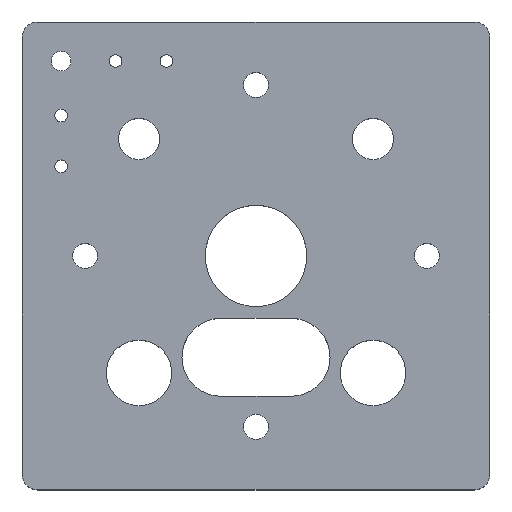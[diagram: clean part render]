
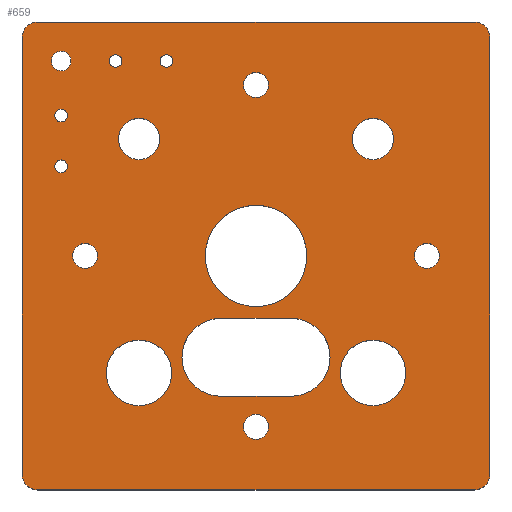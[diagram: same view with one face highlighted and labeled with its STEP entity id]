
A CAD part, top view. The second image highlights one B-rep face of the part: STEP entity #659.
In plain terms, the highlighted planar face has unit normal (0, 0, 1).
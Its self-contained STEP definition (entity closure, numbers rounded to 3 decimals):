
#15=FACE_BOUND('',#104,.T.);
#16=FACE_BOUND('',#105,.T.);
#17=FACE_BOUND('',#106,.T.);
#18=FACE_BOUND('',#107,.T.);
#19=FACE_BOUND('',#108,.T.);
#20=FACE_BOUND('',#109,.T.);
#21=FACE_BOUND('',#110,.T.);
#22=FACE_BOUND('',#111,.T.);
#23=FACE_BOUND('',#112,.T.);
#24=FACE_BOUND('',#113,.T.);
#25=FACE_BOUND('',#114,.T.);
#26=FACE_BOUND('',#115,.T.);
#27=FACE_BOUND('',#116,.T.);
#28=FACE_BOUND('',#117,.T.);
#29=FACE_BOUND('',#118,.T.);
#49=PLANE('',#721);
#67=FACE_OUTER_BOUND('',#103,.T.);
#103=EDGE_LOOP('',(#473,#474,#475,#476,#477,#478,#479,#480));
#104=EDGE_LOOP('',(#481));
#105=EDGE_LOOP('',(#482));
#106=EDGE_LOOP('',(#483));
#107=EDGE_LOOP('',(#484));
#108=EDGE_LOOP('',(#485));
#109=EDGE_LOOP('',(#486));
#110=EDGE_LOOP('',(#487));
#111=EDGE_LOOP('',(#488));
#112=EDGE_LOOP('',(#489));
#113=EDGE_LOOP('',(#490));
#114=EDGE_LOOP('',(#491));
#115=EDGE_LOOP('',(#492));
#116=EDGE_LOOP('',(#493));
#117=EDGE_LOOP('',(#494,#495,#496,#497));
#118=EDGE_LOOP('',(#498));
#174=LINE('',#1041,#216);
#175=LINE('',#1045,#217);
#176=LINE('',#1049,#218);
#177=LINE('',#1052,#219);
#178=LINE('',#1071,#220);
#179=LINE('',#1075,#221);
#216=VECTOR('',#834,10.);
#217=VECTOR('',#837,10.);
#218=VECTOR('',#840,10.);
#219=VECTOR('',#843,10.);
#220=VECTOR('',#860,10.);
#221=VECTOR('',#863,10.);
#251=CIRCLE('',#704,1.265);
#253=CIRCLE('',#707,0.812);
#255=CIRCLE('',#710,0.812);
#257=CIRCLE('',#713,0.812);
#259=CIRCLE('',#716,0.812);
#262=CIRCLE('',#720,2.);
#263=CIRCLE('',#722,2.);
#264=CIRCLE('',#723,2.);
#265=CIRCLE('',#724,2.);
#266=CIRCLE('',#725,1.6);
#267=CIRCLE('',#726,1.6);
#268=CIRCLE('',#727,1.6);
#269=CIRCLE('',#728,1.6);
#270=CIRCLE('',#729,4.2);
#271=CIRCLE('',#730,4.2);
#272=CIRCLE('',#731,2.65);
#273=CIRCLE('',#732,2.65);
#274=CIRCLE('',#733,5.);
#275=CIRCLE('',#734,5.);
#276=CIRCLE('',#735,6.5);
#299=VERTEX_POINT('',#1001);
#301=VERTEX_POINT('',#1007);
#303=VERTEX_POINT('',#1013);
#305=VERTEX_POINT('',#1019);
#307=VERTEX_POINT('',#1025);
#311=VERTEX_POINT('',#1034);
#312=VERTEX_POINT('',#1036);
#313=VERTEX_POINT('',#1040);
#314=VERTEX_POINT('',#1042);
#315=VERTEX_POINT('',#1044);
#316=VERTEX_POINT('',#1046);
#317=VERTEX_POINT('',#1048);
#318=VERTEX_POINT('',#1050);
#319=VERTEX_POINT('',#1053);
#320=VERTEX_POINT('',#1055);
#321=VERTEX_POINT('',#1057);
#322=VERTEX_POINT('',#1059);
#323=VERTEX_POINT('',#1061);
#324=VERTEX_POINT('',#1063);
#325=VERTEX_POINT('',#1065);
#326=VERTEX_POINT('',#1067);
#327=VERTEX_POINT('',#1069);
#328=VERTEX_POINT('',#1070);
#329=VERTEX_POINT('',#1072);
#330=VERTEX_POINT('',#1074);
#331=VERTEX_POINT('',#1077);
#359=EDGE_CURVE('',#299,#299,#251,.T.);
#362=EDGE_CURVE('',#301,#301,#253,.T.);
#365=EDGE_CURVE('',#303,#303,#255,.T.);
#368=EDGE_CURVE('',#305,#305,#257,.T.);
#371=EDGE_CURVE('',#307,#307,#259,.T.);
#376=EDGE_CURVE('',#311,#312,#262,.T.);
#378=EDGE_CURVE('',#313,#311,#174,.T.);
#379=EDGE_CURVE('',#314,#313,#263,.T.);
#380=EDGE_CURVE('',#315,#314,#175,.T.);
#381=EDGE_CURVE('',#316,#315,#264,.T.);
#382=EDGE_CURVE('',#317,#316,#176,.T.);
#383=EDGE_CURVE('',#318,#317,#265,.T.);
#384=EDGE_CURVE('',#312,#318,#177,.T.);
#385=EDGE_CURVE('',#319,#319,#266,.T.);
#386=EDGE_CURVE('',#320,#320,#267,.T.);
#387=EDGE_CURVE('',#321,#321,#268,.T.);
#388=EDGE_CURVE('',#322,#322,#269,.T.);
#389=EDGE_CURVE('',#323,#323,#270,.T.);
#390=EDGE_CURVE('',#324,#324,#271,.T.);
#391=EDGE_CURVE('',#325,#325,#272,.T.);
#392=EDGE_CURVE('',#326,#326,#273,.T.);
#393=EDGE_CURVE('',#327,#328,#178,.T.);
#394=EDGE_CURVE('',#328,#329,#274,.T.);
#395=EDGE_CURVE('',#329,#330,#179,.T.);
#396=EDGE_CURVE('',#330,#327,#275,.T.);
#397=EDGE_CURVE('',#331,#331,#276,.T.);
#473=ORIENTED_EDGE('',*,*,#376,.F.);
#474=ORIENTED_EDGE('',*,*,#378,.F.);
#475=ORIENTED_EDGE('',*,*,#379,.F.);
#476=ORIENTED_EDGE('',*,*,#380,.F.);
#477=ORIENTED_EDGE('',*,*,#381,.F.);
#478=ORIENTED_EDGE('',*,*,#382,.F.);
#479=ORIENTED_EDGE('',*,*,#383,.F.);
#480=ORIENTED_EDGE('',*,*,#384,.F.);
#481=ORIENTED_EDGE('',*,*,#359,.T.);
#482=ORIENTED_EDGE('',*,*,#362,.T.);
#483=ORIENTED_EDGE('',*,*,#365,.T.);
#484=ORIENTED_EDGE('',*,*,#368,.T.);
#485=ORIENTED_EDGE('',*,*,#371,.T.);
#486=ORIENTED_EDGE('',*,*,#385,.T.);
#487=ORIENTED_EDGE('',*,*,#386,.T.);
#488=ORIENTED_EDGE('',*,*,#387,.T.);
#489=ORIENTED_EDGE('',*,*,#388,.T.);
#490=ORIENTED_EDGE('',*,*,#389,.T.);
#491=ORIENTED_EDGE('',*,*,#390,.T.);
#492=ORIENTED_EDGE('',*,*,#391,.T.);
#493=ORIENTED_EDGE('',*,*,#392,.T.);
#494=ORIENTED_EDGE('',*,*,#393,.T.);
#495=ORIENTED_EDGE('',*,*,#394,.T.);
#496=ORIENTED_EDGE('',*,*,#395,.T.);
#497=ORIENTED_EDGE('',*,*,#396,.T.);
#498=ORIENTED_EDGE('',*,*,#397,.T.);
#659=ADVANCED_FACE('',(#67,#15,#16,#17,#18,#19,#20,#21,#22,#23,#24,#25,
#26,#27,#28,#29),#49,.T.);
#704=AXIS2_PLACEMENT_3D('',#1002,#791,#792);
#707=AXIS2_PLACEMENT_3D('',#1008,#798,#799);
#710=AXIS2_PLACEMENT_3D('',#1014,#805,#806);
#713=AXIS2_PLACEMENT_3D('',#1020,#812,#813);
#716=AXIS2_PLACEMENT_3D('',#1026,#819,#820);
#720=AXIS2_PLACEMENT_3D('',#1037,#829,#830);
#721=AXIS2_PLACEMENT_3D('',#1039,#832,#833);
#722=AXIS2_PLACEMENT_3D('',#1043,#835,#836);
#723=AXIS2_PLACEMENT_3D('',#1047,#838,#839);
#724=AXIS2_PLACEMENT_3D('',#1051,#841,#842);
#725=AXIS2_PLACEMENT_3D('',#1054,#844,#845);
#726=AXIS2_PLACEMENT_3D('',#1056,#846,#847);
#727=AXIS2_PLACEMENT_3D('',#1058,#848,#849);
#728=AXIS2_PLACEMENT_3D('',#1060,#850,#851);
#729=AXIS2_PLACEMENT_3D('',#1062,#852,#853);
#730=AXIS2_PLACEMENT_3D('',#1064,#854,#855);
#731=AXIS2_PLACEMENT_3D('',#1066,#856,#857);
#732=AXIS2_PLACEMENT_3D('',#1068,#858,#859);
#733=AXIS2_PLACEMENT_3D('',#1073,#861,#862);
#734=AXIS2_PLACEMENT_3D('',#1076,#864,#865);
#735=AXIS2_PLACEMENT_3D('',#1078,#866,#867);
#791=DIRECTION('center_axis',(0.,0.,-1.));
#792=DIRECTION('ref_axis',(1.,0.,0.));
#798=DIRECTION('center_axis',(0.,0.,-1.));
#799=DIRECTION('ref_axis',(1.,0.,0.));
#805=DIRECTION('center_axis',(0.,0.,-1.));
#806=DIRECTION('ref_axis',(1.,0.,0.));
#812=DIRECTION('center_axis',(0.,0.,-1.));
#813=DIRECTION('ref_axis',(1.,0.,0.));
#819=DIRECTION('center_axis',(0.,0.,-1.));
#820=DIRECTION('ref_axis',(1.,0.,0.));
#829=DIRECTION('center_axis',(0.,0.,-1.));
#830=DIRECTION('ref_axis',(0.707,0.707,0.));
#832=DIRECTION('center_axis',(0.,0.,1.));
#833=DIRECTION('ref_axis',(1.,0.,0.));
#834=DIRECTION('',(1.,0.,0.));
#835=DIRECTION('center_axis',(0.,0.,-1.));
#836=DIRECTION('ref_axis',(-0.707,0.707,0.));
#837=DIRECTION('',(0.,1.,0.));
#838=DIRECTION('center_axis',(0.,0.,-1.));
#839=DIRECTION('ref_axis',(-0.707,-0.707,0.));
#840=DIRECTION('',(-1.,0.,0.));
#841=DIRECTION('center_axis',(0.,0.,-1.));
#842=DIRECTION('ref_axis',(0.707,-0.707,0.));
#843=DIRECTION('',(0.,-1.,0.));
#844=DIRECTION('center_axis',(0.,0.,-1.));
#845=DIRECTION('ref_axis',(-1.,0.,0.));
#846=DIRECTION('center_axis',(0.,0.,-1.));
#847=DIRECTION('ref_axis',(-1.,0.,0.));
#848=DIRECTION('center_axis',(0.,0.,-1.));
#849=DIRECTION('ref_axis',(-1.,0.,0.));
#850=DIRECTION('center_axis',(0.,0.,-1.));
#851=DIRECTION('ref_axis',(-1.,0.,0.));
#852=DIRECTION('center_axis',(0.,0.,-1.));
#853=DIRECTION('ref_axis',(1.,0.,0.));
#854=DIRECTION('center_axis',(0.,0.,-1.));
#855=DIRECTION('ref_axis',(1.,0.,0.));
#856=DIRECTION('center_axis',(0.,0.,-1.));
#857=DIRECTION('ref_axis',(1.,0.,0.));
#858=DIRECTION('center_axis',(0.,0.,-1.));
#859=DIRECTION('ref_axis',(1.,0.,0.));
#860=DIRECTION('',(-1.,0.,0.));
#861=DIRECTION('center_axis',(0.,0.,-1.));
#862=DIRECTION('ref_axis',(0.,1.,0.));
#863=DIRECTION('',(1.,0.,0.));
#864=DIRECTION('center_axis',(0.,0.,-1.));
#865=DIRECTION('ref_axis',(0.,-1.,0.));
#866=DIRECTION('center_axis',(0.,0.,-1.));
#867=DIRECTION('ref_axis',(1.,0.,0.));
#1001=CARTESIAN_POINT('',(-26.265,25.,0.));
#1002=CARTESIAN_POINT('Origin',(-25.,25.,0.));
#1007=CARTESIAN_POINT('',(-25.812,18.,0.));
#1008=CARTESIAN_POINT('Origin',(-25.,18.,0.));
#1013=CARTESIAN_POINT('',(-12.312,25.,0.));
#1014=CARTESIAN_POINT('Origin',(-11.5,25.,0.));
#1019=CARTESIAN_POINT('',(-18.812,25.,0.));
#1020=CARTESIAN_POINT('Origin',(-18.,25.,0.));
#1025=CARTESIAN_POINT('',(-25.812,11.5,0.));
#1026=CARTESIAN_POINT('Origin',(-25.,11.5,0.));
#1034=CARTESIAN_POINT('',(28.,30.,0.));
#1036=CARTESIAN_POINT('',(30.,28.,0.));
#1037=CARTESIAN_POINT('Origin',(28.,28.,0.));
#1039=CARTESIAN_POINT('Origin',(0.,0.,0.));
#1040=CARTESIAN_POINT('',(-28.,30.,0.));
#1041=CARTESIAN_POINT('',(-30.,30.,0.));
#1042=CARTESIAN_POINT('',(-30.,28.,0.));
#1043=CARTESIAN_POINT('Origin',(-28.,28.,0.));
#1044=CARTESIAN_POINT('',(-30.,-28.,0.));
#1045=CARTESIAN_POINT('',(-30.,-30.,0.));
#1046=CARTESIAN_POINT('',(-28.,-30.,0.));
#1047=CARTESIAN_POINT('Origin',(-28.,-28.,0.));
#1048=CARTESIAN_POINT('',(28.,-30.,0.));
#1049=CARTESIAN_POINT('',(30.,-30.,0.));
#1050=CARTESIAN_POINT('',(30.,-28.,0.));
#1051=CARTESIAN_POINT('Origin',(28.,-28.,0.));
#1052=CARTESIAN_POINT('',(30.,30.,0.));
#1053=CARTESIAN_POINT('',(1.6,-21.92,0.));
#1054=CARTESIAN_POINT('Origin',(0.,-21.92,
0.));
#1055=CARTESIAN_POINT('',(1.6,21.92,0.));
#1056=CARTESIAN_POINT('Origin',(0.,21.92,0.));
#1057=CARTESIAN_POINT('',(-20.32,0.,0.));
#1058=CARTESIAN_POINT('Origin',(-21.92,0.,
0.));
#1059=CARTESIAN_POINT('',(23.52,0.,0.));
#1060=CARTESIAN_POINT('Origin',(21.92,0.,0.));
#1061=CARTESIAN_POINT('',(-19.2,-15.,0.));
#1062=CARTESIAN_POINT('Origin',(-15.,-15.,0.));
#1063=CARTESIAN_POINT('',(10.8,-15.,0.));
#1064=CARTESIAN_POINT('Origin',(15.,-15.,0.));
#1065=CARTESIAN_POINT('',(-17.65,15.,0.));
#1066=CARTESIAN_POINT('Origin',(-15.,15.,0.));
#1067=CARTESIAN_POINT('',(12.35,15.,0.));
#1068=CARTESIAN_POINT('Origin',(15.,15.,0.));
#1069=CARTESIAN_POINT('',(4.5,-18.,0.));
#1070=CARTESIAN_POINT('',(-4.5,-18.,0.));
#1071=CARTESIAN_POINT('',(2.25,-18.,0.));
#1072=CARTESIAN_POINT('',(-4.5,-8.,0.));
#1073=CARTESIAN_POINT('Origin',(-4.5,-13.,0.));
#1074=CARTESIAN_POINT('',(4.5,-8.,0.));
#1075=CARTESIAN_POINT('',(-2.25,-8.,0.));
#1076=CARTESIAN_POINT('Origin',(4.5,-13.,0.));
#1077=CARTESIAN_POINT('',(-6.5,0.,0.));
#1078=CARTESIAN_POINT('Origin',(0.,0.,0.));
